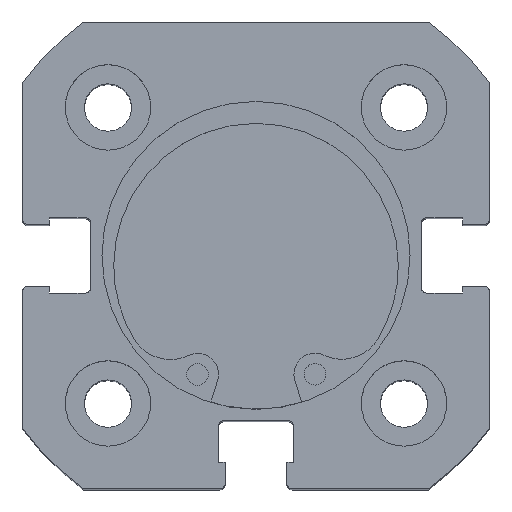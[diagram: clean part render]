
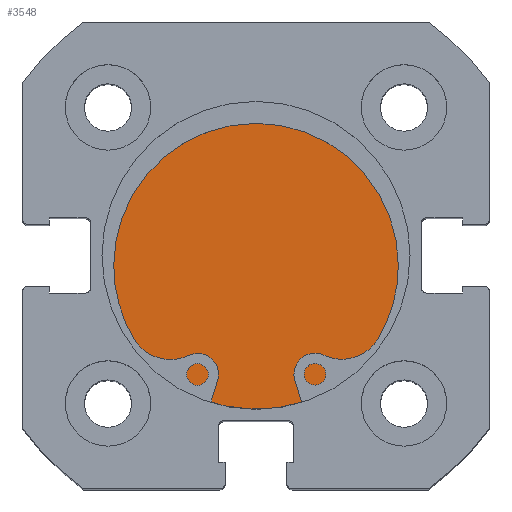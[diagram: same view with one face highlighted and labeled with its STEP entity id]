
A CAD part, top view. The second image highlights one B-rep face of the part: STEP entity #3548.
In plain terms, the highlighted face is planar.
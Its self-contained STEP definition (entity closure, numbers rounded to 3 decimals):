
#52 = ORIENTED_EDGE ( 'NONE', *, *, #5602, .F. ) ;
#61 = ORIENTED_EDGE ( 'NONE', *, *, #5593, .F. ) ;
#187 = AXIS2_PLACEMENT_3D ( 'NONE', #1241, #1244, #1245 ) ;
#318 = AXIS2_PLACEMENT_3D ( 'NONE', #2089, #2095, #2096 ) ;
#321 = AXIS2_PLACEMENT_3D ( 'NONE', #2118, #2120, #2121 ) ;
#790 = CARTESIAN_POINT ( 'NONE',  ( 6., 0., -13.5 ) ) ;
#955 = VERTEX_POINT ( 'NONE', #1692 ) ;
#956 = VERTEX_POINT ( 'NONE', #790 ) ;
#1241 = CARTESIAN_POINT ( 'NONE',  ( 6., 13.5, 0. ) ) ;
#1242 = PLANE ( 'NONE',  #187 ) ;
#1244 = DIRECTION ( 'NONE',  ( -1., 0., 0. ) ) ;
#1245 = DIRECTION ( 'NONE',  ( 0., 0., 1. ) ) ;
#1692 = CARTESIAN_POINT ( 'NONE',  ( 6., 0., 13.5 ) ) ;
#2089 = CARTESIAN_POINT ( 'NONE',  ( 6., 0., 0. ) ) ;
#2095 = DIRECTION ( 'NONE',  ( -1., 0., 0. ) ) ;
#2096 = DIRECTION ( 'NONE',  ( 0., 0., 1. ) ) ;
#2118 = CARTESIAN_POINT ( 'NONE',  ( 6., 0., 0. ) ) ;
#2120 = DIRECTION ( 'NONE',  ( -1., 0., 0. ) ) ;
#2121 = DIRECTION ( 'NONE',  ( 0., 0., 1. ) ) ;
#2403 = CIRCLE ( 'NONE', #318, 13.5 ) ;
#2415 = CIRCLE ( 'NONE', #321, 13.5 ) ;
#3136 = EDGE_LOOP ( 'NONE', ( #61, #52 ) ) ;
#3548 = ADVANCED_FACE ( 'NONE', ( #4468 ), #1242, .F. ) ;
#4468 = FACE_OUTER_BOUND ( 'NONE', #3136, .T. ) ;
#5593 = EDGE_CURVE ( 'NONE', #955, #956, #2403, .T. ) ;
#5602 = EDGE_CURVE ( 'NONE', #956, #955, #2415, .T. ) ;
